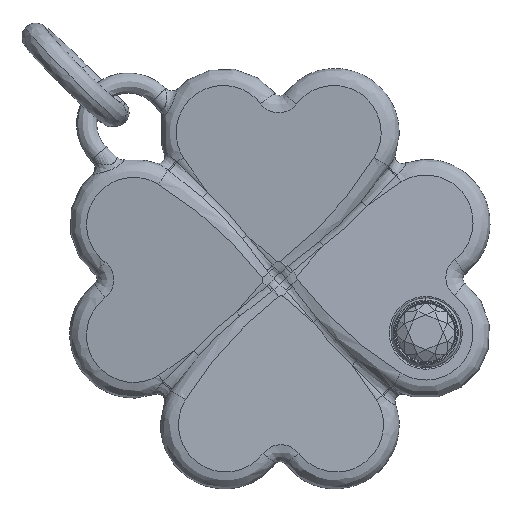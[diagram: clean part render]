
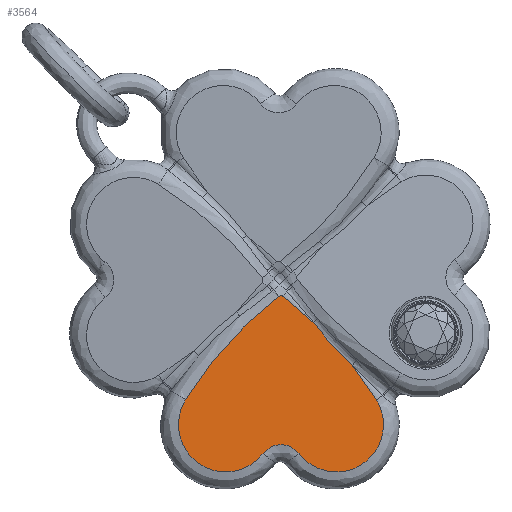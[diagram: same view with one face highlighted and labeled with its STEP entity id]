
A CAD part, front view. The second image highlights one B-rep face of the part: STEP entity #3564.
In plain terms, the highlighted free-form (B-spline) face has degree [1, 1] with [2, 2] control points.
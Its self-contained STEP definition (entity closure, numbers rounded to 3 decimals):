
#1851 = VERTEX_POINT('',#1852);
#1852 = CARTESIAN_POINT('',(-0.028,-0.518,
    -0.537));
#1858 = EDGE_CURVE('',#1851,#1859,#1861,.T.);
#1859 = VERTEX_POINT('',#1860);
#1860 = CARTESIAN_POINT('',(0.1,-0.509,
    -0.537));
#1861 = ( BOUNDED_CURVE() B_SPLINE_CURVE(2,(#1862,#1863,#1864),
.UNSPECIFIED.,.F.,.F.) B_SPLINE_CURVE_WITH_KNOTS((3,3),(0.,
1.313),.PIECEWISE_BEZIER_KNOTS.) CURVE() 
GEOMETRIC_REPRESENTATION_ITEM() RATIONAL_B_SPLINE_CURVE((1.,
0.792,1.)) REPRESENTATION_ITEM('') );
#1862 = CARTESIAN_POINT('',(-0.028,-0.518,
    -0.537));
#1863 = CARTESIAN_POINT('',(0.036,-0.513,
    -0.487));
#1864 = CARTESIAN_POINT('',(0.1,-0.509,
    -0.537));
#2702 = EDGE_CURVE('',#1859,#2703,#2705,.T.);
#2703 = VERTEX_POINT('',#2704);
#2704 = CARTESIAN_POINT('',(1.005,-0.446,
    -1.311));
#2705 = ( BOUNDED_CURVE() B_SPLINE_CURVE(2,(#2706,#2707,#2708),
.UNSPECIFIED.,.F.,.F.) B_SPLINE_CURVE_WITH_KNOTS((3,3),(0.,
0.1),.PIECEWISE_BEZIER_KNOTS.) CURVE() 
GEOMETRIC_REPRESENTATION_ITEM() RATIONAL_B_SPLINE_CURVE((1.,
0.999,1.)) REPRESENTATION_ITEM('') );
#2706 = CARTESIAN_POINT('',(0.1,-0.509,
    -0.537));
#2707 = CARTESIAN_POINT('',(0.572,-0.476,
    -0.901));
#2708 = CARTESIAN_POINT('',(1.005,-0.446,
    -1.311));
#2737 = EDGE_CURVE('',#2738,#2740,#2742,.T.);
#2738 = VERTEX_POINT('',#2739);
#2739 = CARTESIAN_POINT('',(2.196,-0.362,
    -2.62));
#2740 = VERTEX_POINT('',#2741);
#2741 = CARTESIAN_POINT('',(2.93,-0.311,
    -3.672));
#2742 = ( BOUNDED_CURVE() B_SPLINE_CURVE(2,(#2743,#2744,#2745),
.UNSPECIFIED.,.F.,.F.) B_SPLINE_CURVE_WITH_KNOTS((3,3),(0.,
0.108),.PIECEWISE_BEZIER_KNOTS.) CURVE() 
GEOMETRIC_REPRESENTATION_ITEM() RATIONAL_B_SPLINE_CURVE((1.,
0.999,1.)) REPRESENTATION_ITEM('') );
#2743 = CARTESIAN_POINT('',(2.196,-0.362,
    -2.62));
#2744 = CARTESIAN_POINT('',(2.591,-0.335,
    -3.126));
#2745 = CARTESIAN_POINT('',(2.93,-0.311,
    -3.672));
#3317 = EDGE_CURVE('',#2740,#3318,#3320,.T.);
#3318 = VERTEX_POINT('',#3319);
#3319 = CARTESIAN_POINT('',(0.582,-0.475,
    -5.306));
#3320 = ( BOUNDED_CURVE() B_SPLINE_CURVE(2,(#3321,#3322,#3323,#3324,
#3325),.UNSPECIFIED.,.F.,.F.) B_SPLINE_CURVE_WITH_KNOTS((3,2,3),(0.,
1.521,3.041),.PIECEWISE_BEZIER_KNOTS.) CURVE() 
GEOMETRIC_REPRESENTATION_ITEM() RATIONAL_B_SPLINE_CURVE((1.,
0.725,1.,0.725,1.)) REPRESENTATION_ITEM('') );
#3321 = CARTESIAN_POINT('',(2.93,-0.311,
    -3.672));
#3322 = CARTESIAN_POINT('',(3.649,-0.261,
    -4.83));
#3323 = CARTESIAN_POINT('',(2.531,-0.339,
    -5.608));
#3324 = CARTESIAN_POINT('',(1.414,-0.417,
    -6.386));
#3325 = CARTESIAN_POINT('',(0.582,-0.475,
    -5.306));
#3495 = EDGE_CURVE('',#2703,#2738,#3496,.T.);
#3496 = B_SPLINE_CURVE_WITH_KNOTS('',3,(#3497,#3498,#3499,#3500,#3501,
    #3502,#3503,#3504,#3505,#3506,#3507),.UNSPECIFIED.,.F.,.F.,(4,1,1,1,
    1,1,1,1,4),(0.,0.125,0.25,0.375,0.5,0.625,0.75,0.875,1.),
  .QUASI_UNIFORM_KNOTS.);
#3497 = CARTESIAN_POINT('',(1.005,-0.446,
    -1.311));
#3498 = CARTESIAN_POINT('',(1.048,-0.443,
    -1.37));
#3499 = CARTESIAN_POINT('',(1.135,-0.436,
    -1.484));
#3500 = CARTESIAN_POINT('',(1.268,-0.427,
    -1.65));
#3501 = CARTESIAN_POINT('',(1.407,-0.417,
    -1.814));
#3502 = CARTESIAN_POINT('',(1.548,-0.408,
    -1.974));
#3503 = CARTESIAN_POINT('',(1.693,-0.397,
    -2.131));
#3504 = CARTESIAN_POINT('',(1.844,-0.387,
    -2.285));
#3505 = CARTESIAN_POINT('',(2.008,-0.375,
    -2.447));
#3506 = CARTESIAN_POINT('',(2.131,-0.367,-2.562
    ));
#3507 = CARTESIAN_POINT('',(2.196,-0.362,
    -2.62));
#3564 = ADVANCED_FACE('',(#3565),#3596,.F.);
#3565 = FACE_BOUND('',#3566,.F.);
#3566 = EDGE_LOOP('',(#3567,#3568,#3569,#3570,#3578,#3588,#3594,#3595));
#3567 = ORIENTED_EDGE('',*,*,#3495,.T.);
#3568 = ORIENTED_EDGE('',*,*,#2737,.T.);
#3569 = ORIENTED_EDGE('',*,*,#3317,.T.);
#3570 = ORIENTED_EDGE('',*,*,#3571,.T.);
#3571 = EDGE_CURVE('',#3318,#3572,#3574,.T.);
#3572 = VERTEX_POINT('',#3573);
#3573 = CARTESIAN_POINT('',(-0.51,-0.552,
    -5.306));
#3574 = ( BOUNDED_CURVE() B_SPLINE_CURVE(2,(#3575,#3576,#3577),
.UNSPECIFIED.,.F.,.F.) B_SPLINE_CURVE_WITH_KNOTS((3,3),(0.,1.827)
,.PIECEWISE_BEZIER_KNOTS.) CURVE() GEOMETRIC_REPRESENTATION_ITEM() 
RATIONAL_B_SPLINE_CURVE((1.,0.611,1.)) REPRESENTATION_ITEM('') 
  );
#3575 = CARTESIAN_POINT('',(0.582,-0.475,
    -5.306));
#3576 = CARTESIAN_POINT('',(0.036,-0.513,
    -4.597));
#3577 = CARTESIAN_POINT('',(-0.51,-0.552,
    -5.306));
#3578 = ORIENTED_EDGE('',*,*,#3579,.T.);
#3579 = EDGE_CURVE('',#3572,#3580,#3582,.T.);
#3580 = VERTEX_POINT('',#3581);
#3581 = CARTESIAN_POINT('',(-2.858,-0.716,
    -3.672));
#3582 = ( BOUNDED_CURVE() B_SPLINE_CURVE(2,(#3583,#3584,#3585,#3586,
#3587),.UNSPECIFIED.,.F.,.F.) B_SPLINE_CURVE_WITH_KNOTS((3,2,3),(0.,
1.521,3.041),.PIECEWISE_BEZIER_KNOTS.) CURVE() 
GEOMETRIC_REPRESENTATION_ITEM() RATIONAL_B_SPLINE_CURVE((1.,
0.725,1.,0.725,1.)) REPRESENTATION_ITEM('') );
#3583 = CARTESIAN_POINT('',(-0.51,-0.552,
    -5.306));
#3584 = CARTESIAN_POINT('',(-1.342,-0.61,
    -6.386));
#3585 = CARTESIAN_POINT('',(-2.46,-0.688,
    -5.608));
#3586 = CARTESIAN_POINT('',(-3.578,-0.766,
    -4.83));
#3587 = CARTESIAN_POINT('',(-2.858,-0.716,
    -3.672));
#3588 = ORIENTED_EDGE('',*,*,#3589,.T.);
#3589 = EDGE_CURVE('',#3580,#1851,#3590,.T.);
#3590 = ( BOUNDED_CURVE() B_SPLINE_CURVE(2,(#3591,#3592,#3593),
.UNSPECIFIED.,.F.,.F.) B_SPLINE_CURVE_WITH_KNOTS((3,3),(0.,
0.358),.PIECEWISE_BEZIER_KNOTS.) CURVE() 
GEOMETRIC_REPRESENTATION_ITEM() RATIONAL_B_SPLINE_CURVE((1.,
0.984,1.)) REPRESENTATION_ITEM('') );
#3591 = CARTESIAN_POINT('',(-2.858,-0.716,
    -3.672));
#3592 = CARTESIAN_POINT('',(-1.726,-0.637,
    -1.848));
#3593 = CARTESIAN_POINT('',(-0.028,-0.518,
    -0.537));
#3594 = ORIENTED_EDGE('',*,*,#1858,.T.);
#3595 = ORIENTED_EDGE('',*,*,#2702,.T.);
#3596 = B_SPLINE_SURFACE_WITH_KNOTS('',1,1,(
    (#3597,#3598)
    ,(#3599,#3600
    )),.UNSPECIFIED.,.F.,.F.,.F.,(2,2),(2,2),(-3.03,
    3.03),(0.5,5.699),
  .PIECEWISE_BEZIER_KNOTS.);
#3597 = CARTESIAN_POINT('',(-3.075,-0.731,
    -0.515));
#3598 = CARTESIAN_POINT('',(-3.075,-0.731,
    -5.865));
#3599 = CARTESIAN_POINT('',(3.146,-0.296,
    -0.515));
#3600 = CARTESIAN_POINT('',(3.146,-0.296,
    -5.865));
